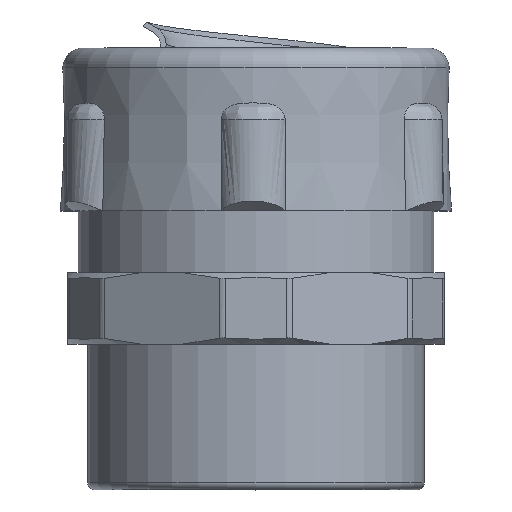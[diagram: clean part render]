
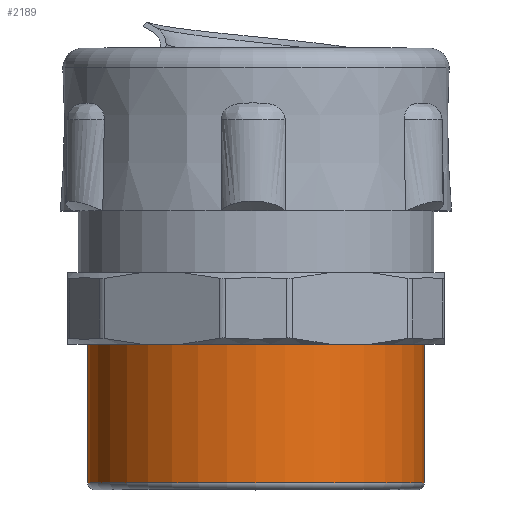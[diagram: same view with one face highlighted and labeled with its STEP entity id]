
A CAD part, top view. The second image highlights one B-rep face of the part: STEP entity #2189.
In plain terms, the highlighted cylindrical face has radius 12.5 mm (diameter 25 mm), a full revolution.
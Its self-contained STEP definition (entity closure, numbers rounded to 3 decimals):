
#107=CYLINDRICAL_SURFACE('',#2401,12.5);
#257=FACE_OUTER_BOUND('',#378,.T.);
#378=EDGE_LOOP('',(#1558,#1559,#1560,#1561,#1562,#1563,#1564));
#491=LINE('',#3876,#573);
#573=VECTOR('',#2749,12.5);
#706=CIRCLE('',#2393,12.5);
#710=CIRCLE('',#2397,12.5);
#711=CIRCLE('',#2398,12.5);
#713=CIRCLE('',#2402,12.5);
#714=CIRCLE('',#2403,12.5);
#861=VERTEX_POINT('',#3857);
#862=VERTEX_POINT('',#3858);
#865=VERTEX_POINT('',#3865);
#867=VERTEX_POINT('',#3872);
#868=VERTEX_POINT('',#3873);
#1120=EDGE_CURVE('',#861,#862,#706,.T.);
#1124=EDGE_CURVE('',#862,#865,#710,.T.);
#1125=EDGE_CURVE('',#865,#861,#711,.T.);
#1127=EDGE_CURVE('',#867,#868,#713,.T.);
#1128=EDGE_CURVE('',#868,#867,#714,.T.);
#1129=EDGE_CURVE('',#868,#865,#491,.T.);
#1558=ORIENTED_EDGE('',*,*,#1127,.F.);
#1559=ORIENTED_EDGE('',*,*,#1128,.F.);
#1560=ORIENTED_EDGE('',*,*,#1129,.T.);
#1561=ORIENTED_EDGE('',*,*,#1124,.F.);
#1562=ORIENTED_EDGE('',*,*,#1120,.F.);
#1563=ORIENTED_EDGE('',*,*,#1125,.F.);
#1564=ORIENTED_EDGE('',*,*,#1129,.F.);
#2189=ADVANCED_FACE('',(#257),#107,.T.);
#2393=AXIS2_PLACEMENT_3D('',#3859,#2727,#2728);
#2397=AXIS2_PLACEMENT_3D('',#3866,#2735,#2736);
#2398=AXIS2_PLACEMENT_3D('',#3867,#2737,#2738);
#2401=AXIS2_PLACEMENT_3D('',#3871,#2743,#2744);
#2402=AXIS2_PLACEMENT_3D('',#3874,#2745,#2746);
#2403=AXIS2_PLACEMENT_3D('',#3875,#2747,#2748);
#2727=DIRECTION('center_axis',(0.,-1.,0.));
#2728=DIRECTION('ref_axis',(1.,0.,0.));
#2735=DIRECTION('center_axis',(0.,-1.,0.));
#2736=DIRECTION('ref_axis',(1.,0.,0.));
#2737=DIRECTION('center_axis',(0.,-1.,0.));
#2738=DIRECTION('ref_axis',(1.,0.,0.));
#2743=DIRECTION('center_axis',(0.,1.,0.));
#2744=DIRECTION('ref_axis',(-1.,0.,0.));
#2745=DIRECTION('center_axis',(0.,1.,0.));
#2746=DIRECTION('ref_axis',(1.,0.,0.));
#2747=DIRECTION('center_axis',(0.,1.,0.));
#2748=DIRECTION('ref_axis',(1.,0.,0.));
#2749=DIRECTION('',(0.,-1.,0.));
#3857=CARTESIAN_POINT('',(-12.5,0.5,0.));
#3858=CARTESIAN_POINT('',(0.,0.5,-12.5));
#3859=CARTESIAN_POINT('Origin',(0.,0.5,0.));
#3865=CARTESIAN_POINT('',(12.5,0.5,0.));
#3866=CARTESIAN_POINT('Origin',(0.,0.5,0.));
#3867=CARTESIAN_POINT('Origin',(0.,0.5,0.));
#3871=CARTESIAN_POINT('Origin',(0.,5.4,0.));
#3872=CARTESIAN_POINT('',(-12.5,10.8,0.));
#3873=CARTESIAN_POINT('',(12.5,10.8,0.));
#3874=CARTESIAN_POINT('Origin',(0.,10.8,0.));
#3875=CARTESIAN_POINT('Origin',(0.,10.8,0.));
#3876=CARTESIAN_POINT('',(12.5,5.4,0.));
